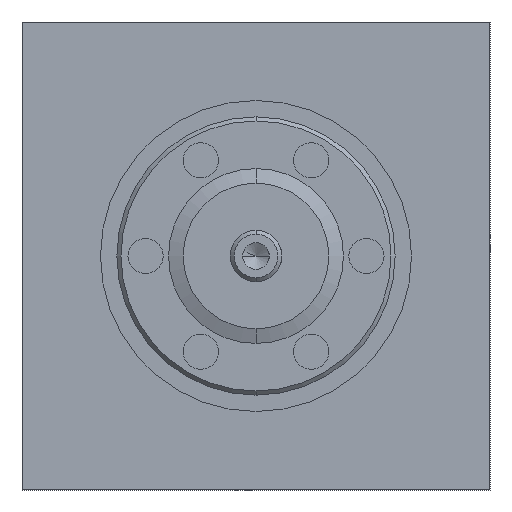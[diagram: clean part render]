
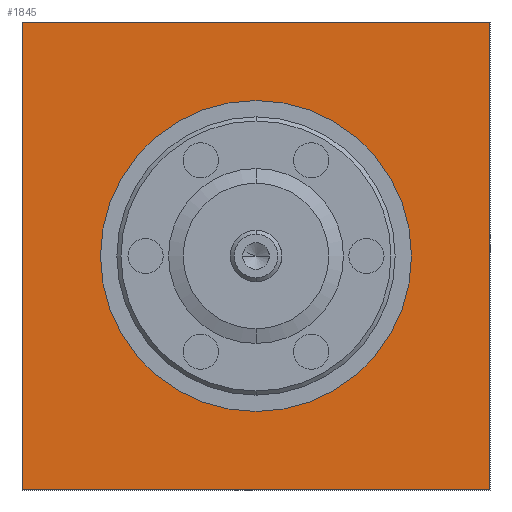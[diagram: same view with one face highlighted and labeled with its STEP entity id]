
A CAD part, front view. The second image highlights one B-rep face of the part: STEP entity #1845.
In plain terms, the highlighted planar face has unit normal (0, -1, 0).
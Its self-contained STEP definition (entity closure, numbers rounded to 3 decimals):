
#29=DIRECTION('',(-1.,0.,0.));
#30=VECTOR('',#29,57.1);
#31=CARTESIAN_POINT('',(28.55,101.6,-28.55));
#32=LINE('',#31,#30);
#33=DIRECTION('',(0.,0.,1.));
#34=VECTOR('',#33,57.1);
#35=CARTESIAN_POINT('',(-28.55,101.6,-28.55));
#36=LINE('',#35,#34);
#37=DIRECTION('',(1.,0.,0.));
#38=VECTOR('',#37,57.1);
#39=CARTESIAN_POINT('',(-28.55,101.6,28.55));
#40=LINE('',#39,#38);
#41=DIRECTION('',(0.,0.,-1.));
#42=VECTOR('',#41,57.1);
#43=CARTESIAN_POINT('',(28.55,101.6,28.55));
#44=LINE('',#43,#42);
#45=CARTESIAN_POINT('',(0.,101.6,0.));
#46=DIRECTION('',(0.,1.,0.));
#47=DIRECTION('',(1.,0.,0.));
#48=AXIS2_PLACEMENT_3D('',#45,#46,#47);
#50=CARTESIAN_POINT('',(0.,101.6,0.));
#51=DIRECTION('',(0.,1.,0.));
#52=DIRECTION('',(0.,0.,1.));
#53=AXIS2_PLACEMENT_3D('',#50,#51,#52);
#55=CARTESIAN_POINT('',(0.,101.6,0.));
#56=DIRECTION('',(0.,1.,0.));
#57=DIRECTION('',(-1.,0.,0.));
#58=AXIS2_PLACEMENT_3D('',#55,#56,#57);
#1385=CARTESIAN_POINT('',(19.,101.6,0.));
#1387=VERTEX_POINT('',#1385);
#1388=CARTESIAN_POINT('',(0.,101.6,19.));
#1389=VERTEX_POINT('',#1388);
#1390=CARTESIAN_POINT('',(-19.,101.6,0.));
#1391=VERTEX_POINT('',#1390);
#1659=CARTESIAN_POINT('',(28.55,101.6,28.55));
#1660=CARTESIAN_POINT('',(28.55,101.6,-28.55));
#1661=VERTEX_POINT('',#1659);
#1662=VERTEX_POINT('',#1660);
#1667=CARTESIAN_POINT('',(-28.55,101.6,-28.55));
#1668=VERTEX_POINT('',#1667);
#1671=CARTESIAN_POINT('',(-28.55,101.6,28.55));
#1672=VERTEX_POINT('',#1671);
#1825=CARTESIAN_POINT('',(28.55,101.6,-28.55));
#1826=DIRECTION('',(0.,1.,0.));
#1827=DIRECTION('',(0.,0.,1.));
#1828=AXIS2_PLACEMENT_3D('',#1825,#1826,#1827);
#1829=PLANE('',#1828);
#1831=ORIENTED_EDGE('',*,*,#1830,.T.);
#1833=ORIENTED_EDGE('',*,*,#1832,.T.);
#1835=ORIENTED_EDGE('',*,*,#1834,.T.);
#1837=ORIENTED_EDGE('',*,*,#1836,.T.);
#1838=EDGE_LOOP('',(#1831,#1833,#1835,#1837));
#1839=FACE_OUTER_BOUND('',#1838,.F.);
#1840=ORIENTED_EDGE('',*,*,#1817,.F.);
#1841=ORIENTED_EDGE('',*,*,#1788,.F.);
#1842=ORIENTED_EDGE('',*,*,#1786,.F.);
#1843=EDGE_LOOP('',(#1840,#1841,#1842));
#1844=FACE_BOUND('',#1843,.F.);
#1845=ADVANCED_FACE('',(#1839,#1844),#1829,.F.);
#49=CIRCLE('',#48,19.);
#54=CIRCLE('',#53,19.);
#59=CIRCLE('',#58,19.);
#1786=EDGE_CURVE('',#1391,#1389,#59,.T.);
#1788=EDGE_CURVE('',#1389,#1387,#54,.T.);
#1817=EDGE_CURVE('',#1387,#1391,#49,.T.);
#1830=EDGE_CURVE('',#1662,#1668,#32,.T.);
#1832=EDGE_CURVE('',#1668,#1672,#36,.T.);
#1834=EDGE_CURVE('',#1672,#1661,#40,.T.);
#1836=EDGE_CURVE('',#1661,#1662,#44,.T.);
